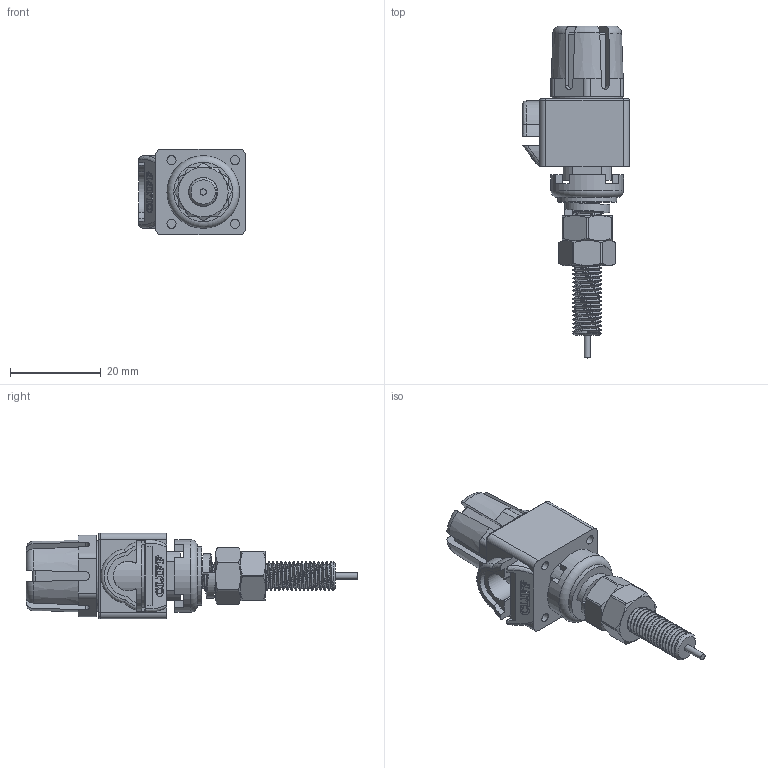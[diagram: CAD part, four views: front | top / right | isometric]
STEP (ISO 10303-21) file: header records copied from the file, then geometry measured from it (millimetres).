
FILE_DESCRIPTION(/* description */ (''),/* implementation_level */ '2;1');
FILE_NAME(/* name */ 'CL159793P red TP60L PC.stp',/* time_stamp */ '2023-11-13T10:39:10+00:00',/* author */ ('tottley'),/* organization */ (''),/* preprocessor_version */ 'ST-DEVELOPER v18.1',/* originating_system */ 'Autodesk Inventor 2022',/* authorisation */ '');
FILE_SCHEMA (('AUTOMOTIVE_DESIGN { 1 0 10303 214 3 1 1 }'));
Products named in the file (1): CL159793 red TP60L
Bounding box: 23.55 x 73.2 x 18.9 mm (x, y, z)
Volume: 9865.4 mm3; surface area: 10022.2 mm2
Topology: 3 solids, 4 shells, 819 faces, 2406 edges, 1619 vertices
Faces by surface type: plane 470, cylinder 178, bspline 118, cone 39, torus 14
Full cylindrical faces by diameter (mm): 1.4 x1, 2 x4, 4.035 x1, 5 x1, 6.35 x26, 6.4 x1, 6.45 x1, 6.5 x1, 6.72 x1, 6.8 x1, 7 x1, 8 x1, 8.4 x5, 9.525 x6, 9.92 x1, 11.8 x1, 12 x1, 13 x1, 13.8 x1, 15.5 x1, 16 x1
Entity records: 76141 total; most frequent: CARTESIAN_POINT 54658, ORIENTED_EDGE 4816, DIRECTION 3639, EDGE_CURVE 2408, VERTEX_POINT 1623, LINE 1361, VECTOR 1361, AXIS2_PLACEMENT_3D 1139
